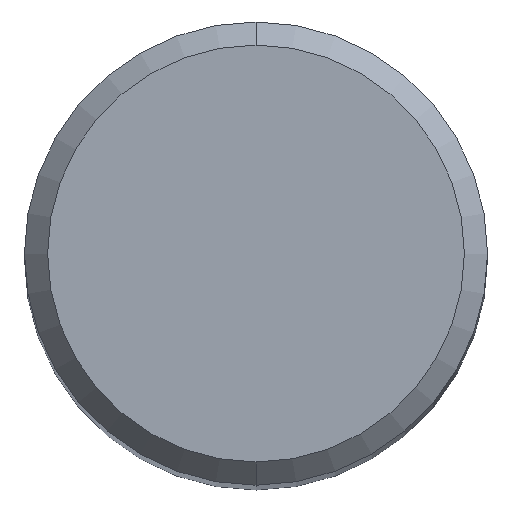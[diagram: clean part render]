
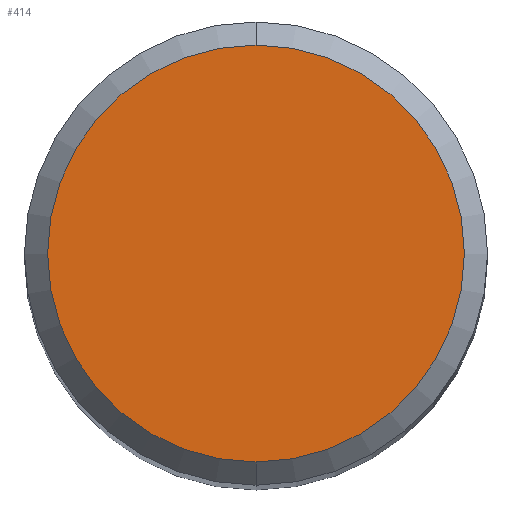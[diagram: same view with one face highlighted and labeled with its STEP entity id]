
A CAD part, top view. The second image highlights one B-rep face of the part: STEP entity #414.
In plain terms, the highlighted planar face has unit normal (0, 0, 1).
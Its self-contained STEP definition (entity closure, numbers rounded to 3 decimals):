
#210=VERTEX_POINT('',#518);
#262=EDGE_CURVE('',#314,#210,#574,.T.);
#314=VERTEX_POINT('',#629);
#414=ADVANCED_FACE('',(#740),#741,.T.);
#450=EDGE_CURVE('',#210,#314,#780,.T.);
#518=CARTESIAN_POINT('',(0.,-4.5,0.0));
#574=CIRCLE('',#975,4.5);
#629=CARTESIAN_POINT('',(0.0,4.5,0.0));
#740=FACE_OUTER_BOUND('',#1368,.T.);
#741=PLANE('',#1369);
#780=CIRCLE('',#1447,4.5);
#975=AXIS2_PLACEMENT_3D('',#1577,#1578,#1579);
#1368=EDGE_LOOP('',(#1746,#1747));
#1369=AXIS2_PLACEMENT_3D('',#1748,#1749,#1750);
#1447=AXIS2_PLACEMENT_3D('',#1793,#1794,#1795);
#1577=CARTESIAN_POINT('',(0.0,0.0,0.0));
#1578=DIRECTION('',(0.0,0.0,-1.0));
#1579=DIRECTION('',(0.0,1.0,0.0));
#1746=ORIENTED_EDGE('',*,*,#262,.F.);
#1747=ORIENTED_EDGE('',*,*,#450,.F.);
#1748=CARTESIAN_POINT('',(0.0,2.25,0.0));
#1749=DIRECTION('',(-0.0,0.0,1.0));
#1750=DIRECTION('',(0.0,-1.0,0.0));
#1793=CARTESIAN_POINT('',(0.0,0.0,0.0));
#1794=DIRECTION('',(0.0,0.0,-1.0));
#1795=DIRECTION('',(0.0,1.0,0.0));
